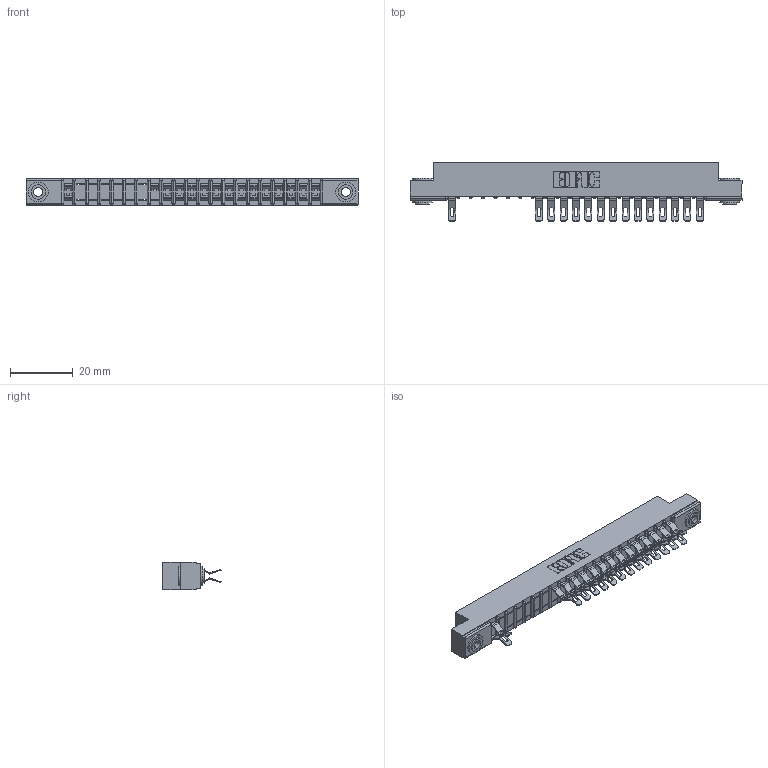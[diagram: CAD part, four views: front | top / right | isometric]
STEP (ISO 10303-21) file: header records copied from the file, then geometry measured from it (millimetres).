
FILE_DESCRIPTION (( 'STEP AP203' ), '1' );
FILE_NAME ('307-042-555-203.STEP', '2018-08-05T18:24:18', ( '' ), ( '' ), 'SwSTEP 2.0', 'SolidWorks 2016', '' );
FILE_SCHEMA (( 'CONFIG_CONTROL_DESIGN' ));
Length unit declared in the file: inch
Products named in the file (4): 307 Part_.156 Dia Mounting Holes; 307-290-001_555; 345-250-002_345-250-002-102; 307-042-555-203
Assembly tree (32 placements, depth 2):
  307-042-555-203
    307 Part_.156 Dia Mounting Holes
    307-290-001_555  x29
    345-250-002_345-250-002-102  x2
Bounding box: 106.22 x 18.75 x 8.71 mm (x, y, z)
Volume: 6867.6 mm3; surface area: 11808.2 mm2
Topology: 32 solids, 32 shells, 2091 faces, 6100 edges, 3964 vertices
Faces by surface type: plane 1158, cylinder 881, sphere 44, cone 8
Entity records: 22450 total; most frequent: CARTESIAN_POINT 3721, ORIENTED_EDGE 3692, DIRECTION 3662, EDGE_CURVE 1846, LINE 1388, VECTOR 1388, VERTEX_POINT 1196, AXIS2_PLACEMENT_3D 1137
